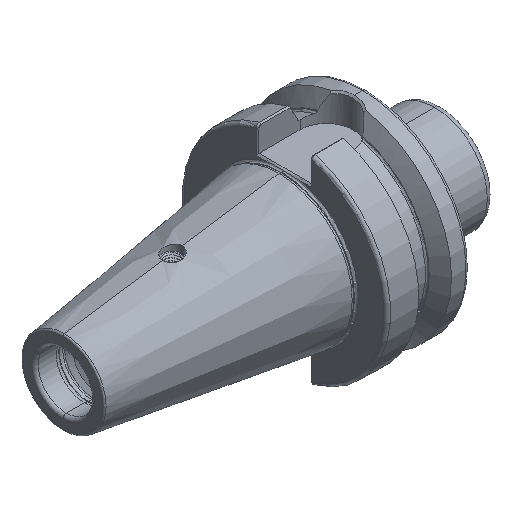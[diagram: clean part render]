
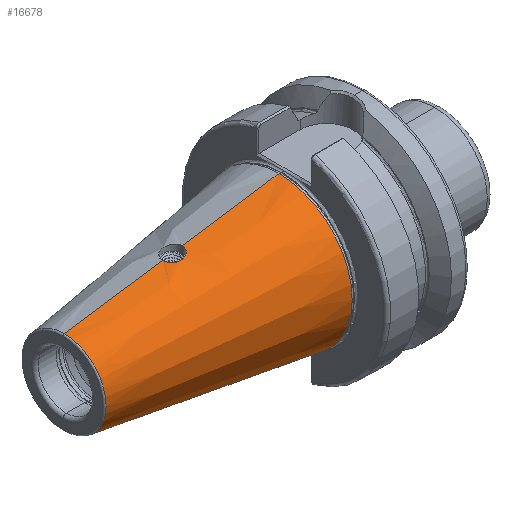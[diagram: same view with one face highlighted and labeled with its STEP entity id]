
A CAD part, isometric view. The second image highlights one B-rep face of the part: STEP entity #16678.
In plain terms, the highlighted conical face has half-angle 8.297 degrees and reference radius 22.298 mm.
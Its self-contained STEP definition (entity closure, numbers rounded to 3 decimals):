
#6424 = B_SPLINE_CURVE_WITH_KNOTS ( 'NONE', 3,
 ( #26086, #26101, #26092, #26091, #26119, #26093, #26117, #26100, #26128, #26130, #26114, #26083, #26126, #26084, #26076, #26087, #26115, #26077, #26102, #26113, #26078, #26129, #26081, #26116, #26079, #26118, #26080, #26120, #26082, #26123, #26122, #26085, #26110, #26088 ),
 .UNSPECIFIED., .F., .F.,
 ( 4, 2, 2, 2, 2, 2, 2, 2, 2, 2, 2, 2, 2, 2, 2, 2, 4 ),
 ( 0.012, 0.012, 0.013, 0.014, 0.014, 0.015, 0.015, 0.016, 0.017, 0.017, 0.018, 0.018, 0.019, 0.019, 0.02, 0.021, 0.021 ),
 .UNSPECIFIED. ) ;
#7224 = DIRECTION ( 'NONE',  ( 0.99, 0., -0.144 ) ) ;
#7234 = CARTESIAN_POINT ( 'NONE',  ( -1.5, 0., -22.298 ) ) ;
#7325 = CARTESIAN_POINT ( 'NONE',  ( -1.5, 0., 22.298 ) ) ;
#7346 = DIRECTION ( 'NONE',  ( 0.99, 0., 0.144 ) ) ;
#7411 = DIRECTION ( 'NONE',  ( 0.99, 0., 0.144 ) ) ;
#7422 = CARTESIAN_POINT ( 'NONE',  ( -1.5, 0., 22.298 ) ) ;
#7866 = CARTESIAN_POINT ( 'NONE',  ( -1.5, 0., 0. ) ) ;
#7878 = DIRECTION ( 'NONE',  ( 1., 0., 0. ) ) ;
#7893 = DIRECTION ( 'NONE',  ( 0., 0., -1. ) ) ;
#9182 = CIRCLE ( 'NONE', #31008, 12.75 ) ;
#9270 = CIRCLE ( 'NONE', #31038, 22.298 ) ;
#9604 = ORIENTED_EDGE ( 'NONE', *, *, #14380, .F. ) ;
#9616 = ORIENTED_EDGE ( 'NONE', *, *, #14344, .T. ) ;
#9623 = ORIENTED_EDGE ( 'NONE', *, *, #14407, .T. ) ;
#9646 = ORIENTED_EDGE ( 'NONE', *, *, #32338, .T. ) ;
#9651 = ORIENTED_EDGE ( 'NONE', *, *, #32359, .F. ) ;
#9654 = ORIENTED_EDGE ( 'NONE', *, *, #32363, .F. ) ;
#14344 = EDGE_CURVE ( 'NONE', #32029, #31960, #9182, .T. ) ;
#14380 = EDGE_CURVE ( 'NONE', #31982, #31931, #9270, .T. ) ;
#14407 = EDGE_CURVE ( 'NONE', #31882, #31866, #6424, .T. ) ;
#14658 = AXIS2_PLACEMENT_3D ( 'NONE', #7866, #7878, #7893 ) ;
#16678 = ADVANCED_FACE ( 'NONE', ( #29112 ), #29136, .T. ) ;
#22408 = EDGE_LOOP ( 'NONE', ( #9651, #9616, #9646, #9604, #9654, #9623 ) ) ;
#25928 = DIRECTION ( 'NONE',  ( 0., 0., -1. ) ) ;
#25951 = DIRECTION ( 'NONE',  ( 1., 0., 0. ) ) ;
#25970 = CARTESIAN_POINT ( 'NONE',  ( -1.5, 0., 0. ) ) ;
#26076 = CARTESIAN_POINT ( 'NONE',  ( -33.202, -2.899, 17.435 ) ) ;
#26077 = CARTESIAN_POINT ( 'NONE',  ( -34.17, -3.002, 17.275 ) ) ;
#26078 = CARTESIAN_POINT ( 'NONE',  ( -34.942, -2.855, 17.186 ) ) ;
#26079 = CARTESIAN_POINT ( 'NONE',  ( -35.968, -2.273, 17.122 ) ) ;
#26080 = CARTESIAN_POINT ( 'NONE',  ( -36.377, -1.84, 17.114 ) ) ;
#26081 = CARTESIAN_POINT ( 'NONE',  ( -35.482, -2.616, 17.144 ) ) ;
#26082 = CARTESIAN_POINT ( 'NONE',  ( -36.692, -1.338, 17.114 ) ) ;
#26083 = CARTESIAN_POINT ( 'NONE',  ( -32.487, -2.598, 17.588 ) ) ;
#26084 = CARTESIAN_POINT ( 'NONE',  ( -33.018, -2.841, 17.472 ) ) ;
#26085 = CARTESIAN_POINT ( 'NONE',  ( -36.98, -0.397, 17.12 ) ) ;
#26086 = CARTESIAN_POINT ( 'NONE',  ( -31., 0., 17.996 ) ) ;
#26087 = CARTESIAN_POINT ( 'NONE',  ( -33.583, -2.977, 17.366 ) ) ;
#26088 = CARTESIAN_POINT ( 'NONE',  ( -37., 0., 17.121 ) ) ;
#26091 = CARTESIAN_POINT ( 'NONE',  ( -31.097, -0.784, 17.966 ) ) ;
#26092 = CARTESIAN_POINT ( 'NONE',  ( -31.02, -0.397, 17.99 ) ) ;
#26093 = CARTESIAN_POINT ( 'NONE',  ( -31.306, -1.335, 17.902 ) ) ;
#26100 = CARTESIAN_POINT ( 'NONE',  ( -31.617, -1.832, 17.813 ) ) ;
#26101 = CARTESIAN_POINT ( 'NONE',  ( -31., -0.197, 17.996 ) ) ;
#26102 = CARTESIAN_POINT ( 'NONE',  ( -34.364, -2.984, 17.249 ) ) ;
#26110 = CARTESIAN_POINT ( 'NONE',  ( -37., -0.197, 17.121 ) ) ;
#26113 = CARTESIAN_POINT ( 'NONE',  ( -34.752, -2.911, 17.204 ) ) ;
#26114 = CARTESIAN_POINT ( 'NONE',  ( -32.167, -2.382, 17.666 ) ) ;
#26115 = CARTESIAN_POINT ( 'NONE',  ( -33.78, -2.998, 17.333 ) ) ;
#26116 = CARTESIAN_POINT ( 'NONE',  ( -35.814, -2.398, 17.127 ) ) ;
#26117 = CARTESIAN_POINT ( 'NONE',  ( -31.4, -1.509, 17.875 ) ) ;
#26118 = CARTESIAN_POINT ( 'NONE',  ( -36.252, -1.993, 17.115 ) ) ;
#26119 = CARTESIAN_POINT ( 'NONE',  ( -31.155, -0.971, 17.948 ) ) ;
#26120 = CARTESIAN_POINT ( 'NONE',  ( -36.597, -1.514, 17.113 ) ) ;
#26122 = CARTESIAN_POINT ( 'NONE',  ( -36.902, -0.784, 17.118 ) ) ;
#26123 = CARTESIAN_POINT ( 'NONE',  ( -36.845, -0.972, 17.117 ) ) ;
#26126 = CARTESIAN_POINT ( 'NONE',  ( -32.661, -2.691, 17.549 ) ) ;
#26128 = CARTESIAN_POINT ( 'NONE',  ( -31.741, -1.984, 17.778 ) ) ;
#26129 = CARTESIAN_POINT ( 'NONE',  ( -35.306, -2.708, 17.156 ) ) ;
#26130 = CARTESIAN_POINT ( 'NONE',  ( -32.017, -2.26, 17.704 ) ) ;
#26334 = CARTESIAN_POINT ( 'NONE',  ( -66.972, 0., 0. ) ) ;
#26335 = DIRECTION ( 'NONE',  ( 0., 0., -1. ) ) ;
#26348 = DIRECTION ( 'NONE',  ( 1., 0., 0. ) ) ;
#29112 = FACE_OUTER_BOUND ( 'NONE', #22408, .T. ) ;
#29136 = CONICAL_SURFACE ( 'NONE', #14658, 22.298, 0.145 ) ;
#29434 = LINE ( 'NONE', #7325, #29435 ) ;
#29435 = VECTOR ( 'NONE', #7346, 1000. ) ;
#29441 = VECTOR ( 'NONE', #7411, 1000. ) ;
#29457 = LINE ( 'NONE', #7422, #29441 ) ;
#29459 = VECTOR ( 'NONE', #7224, 1000. ) ;
#29467 = LINE ( 'NONE', #7234, #29459 ) ;
#30234 = CARTESIAN_POINT ( 'NONE',  ( -37., 0., 17.121 ) ) ;
#30265 = CARTESIAN_POINT ( 'NONE',  ( -31., 0., 17.996 ) ) ;
#30289 = CARTESIAN_POINT ( 'NONE',  ( -1.5, 0., -22.298 ) ) ;
#30314 = CARTESIAN_POINT ( 'NONE',  ( -1.5, 0., 22.298 ) ) ;
#30333 = CARTESIAN_POINT ( 'NONE',  ( -66.972, 0., -12.75 ) ) ;
#31008 = AXIS2_PLACEMENT_3D ( 'NONE', #26334, #26348, #26335 ) ;
#31038 = AXIS2_PLACEMENT_3D ( 'NONE', #25970, #25951, #25928 ) ;
#31866 = VERTEX_POINT ( 'NONE', #30234 ) ;
#31882 = VERTEX_POINT ( 'NONE', #30265 ) ;
#31931 = VERTEX_POINT ( 'NONE', #30289 ) ;
#31960 = VERTEX_POINT ( 'NONE', #30333 ) ;
#31982 = VERTEX_POINT ( 'NONE', #30314 ) ;
#32029 = VERTEX_POINT ( 'NONE', #33366 ) ;
#32338 = EDGE_CURVE ( 'NONE', #31960, #31931, #29467, .T. ) ;
#32359 = EDGE_CURVE ( 'NONE', #32029, #31866, #29434, .T. ) ;
#32363 = EDGE_CURVE ( 'NONE', #31882, #31982, #29457, .T. ) ;
#33366 = CARTESIAN_POINT ( 'NONE',  ( -66.972, 0., 12.75 ) ) ;
